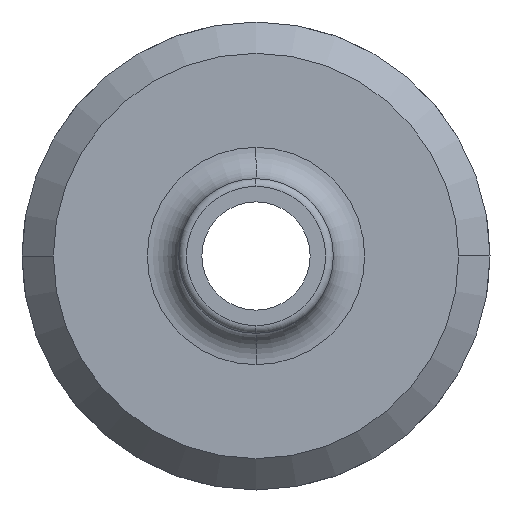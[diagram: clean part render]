
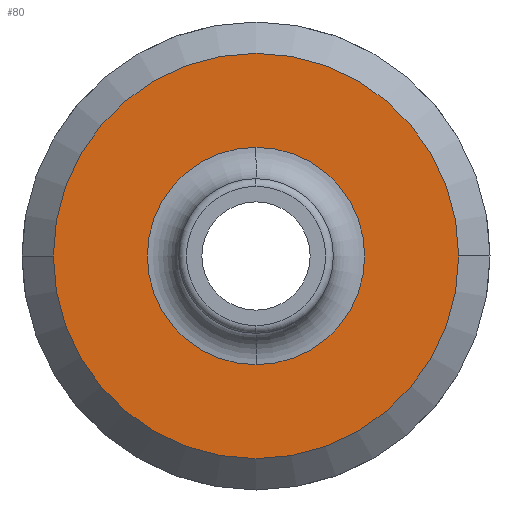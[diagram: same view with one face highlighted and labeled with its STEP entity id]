
A CAD part, left-side view. The second image highlights one B-rep face of the part: STEP entity #80.
In plain terms, the highlighted planar face has unit normal (-1, 0, 0).
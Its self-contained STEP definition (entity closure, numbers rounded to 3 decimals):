
#80=ADVANCED_FACE('',(#169,#170),#171,.T.);
#169=FACE_OUTER_BOUND('',#277,.T.);
#170=FACE_BOUND('',#278,.T.);
#171=PLANE('',#279);
#277=EDGE_LOOP('',(#580,#581));
#278=EDGE_LOOP('',(#582,#583,#584));
#279=AXIS2_PLACEMENT_3D('',#585,#586,#587);
#580=ORIENTED_EDGE('',*,*,#756,.F.);
#581=ORIENTED_EDGE('',*,*,#812,.F.);
#582=ORIENTED_EDGE('',*,*,#809,.T.);
#583=ORIENTED_EDGE('',*,*,#761,.T.);
#584=ORIENTED_EDGE('',*,*,#810,.T.);
#585=CARTESIAN_POINT('',(17.0,4.025,0.0));
#586=DIRECTION('',(-1.0,-0.0,0.0));
#587=DIRECTION('',(0.0,-1.0,-0.0));
#756=EDGE_CURVE('',#919,#921,#922,.T.);
#761=EDGE_CURVE('',#924,#928,#930,.T.);
#809=EDGE_CURVE('',#1008,#924,#1009,.T.);
#810=EDGE_CURVE('',#928,#1008,#1010,.T.);
#812=EDGE_CURVE('',#921,#919,#1012,.T.);
#919=VERTEX_POINT('',#1135);
#921=VERTEX_POINT('',#1138);
#922=CIRCLE('',#1139,5.24);
#924=VERTEX_POINT('',#1142);
#928=VERTEX_POINT('',#1146);
#930=CIRCLE('',#1148,2.81);
#1008=VERTEX_POINT('',#1240);
#1009=CIRCLE('',#1241,2.81);
#1010=CIRCLE('',#1242,2.81);
#1012=CIRCLE('',#1244,5.24);
#1135=CARTESIAN_POINT('',(17.0,5.24,0.0));
#1138=CARTESIAN_POINT('',(17.0,-5.24,0.));
#1139=AXIS2_PLACEMENT_3D('',#1377,#1378,#1379);
#1142=CARTESIAN_POINT('',(17.0,0.,2.81));
#1146=CARTESIAN_POINT('',(17.0,0.,-2.81));
#1148=AXIS2_PLACEMENT_3D('',#1390,#1391,#1392);
#1240=CARTESIAN_POINT('',(17.0,2.81,0.0));
#1241=AXIS2_PLACEMENT_3D('',#1506,#1507,#1508);
#1242=AXIS2_PLACEMENT_3D('',#1509,#1510,#1511);
#1244=AXIS2_PLACEMENT_3D('',#1515,#1516,#1517);
#1377=CARTESIAN_POINT('',(17.0,0.0,0.0));
#1378=DIRECTION('',(1.0,0.0,0.0));
#1379=DIRECTION('',(0.0,1.0,0.0));
#1390=CARTESIAN_POINT('',(17.0,0.0,0.0));
#1391=DIRECTION('',(1.0,0.0,0.0));
#1392=DIRECTION('',(0.0,1.0,0.0));
#1506=CARTESIAN_POINT('',(17.0,0.0,0.0));
#1507=DIRECTION('',(1.0,0.0,0.0));
#1508=DIRECTION('',(0.0,1.0,0.0));
#1509=CARTESIAN_POINT('',(17.0,0.0,0.0));
#1510=DIRECTION('',(1.0,0.0,0.0));
#1511=DIRECTION('',(0.0,1.0,0.0));
#1515=CARTESIAN_POINT('',(17.0,0.0,0.0));
#1516=DIRECTION('',(1.0,0.0,0.0));
#1517=DIRECTION('',(0.0,1.0,0.0));
